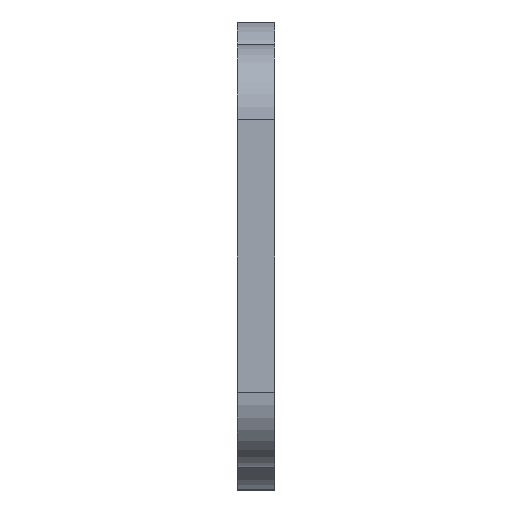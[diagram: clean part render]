
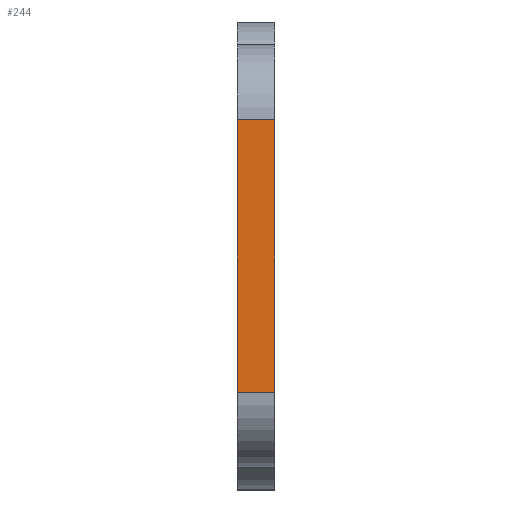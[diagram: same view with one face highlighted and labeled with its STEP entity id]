
A CAD part, left-side view. The second image highlights one B-rep face of the part: STEP entity #244.
In plain terms, the highlighted planar face has unit normal (-1, 0, 0).
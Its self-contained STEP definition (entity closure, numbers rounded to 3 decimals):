
#3 = EDGE_CURVE ( 'NONE', #1041, #304, #138, .T. ) ;
#33 = VECTOR ( 'NONE', #964, 1000. ) ;
#100 = LINE ( 'NONE', #256, #1699 ) ;
#119 = CARTESIAN_POINT ( 'NONE',  ( 0., 0., 7.287 ) ) ;
#138 = LINE ( 'NONE', #487, #33 ) ;
#244 = ADVANCED_FACE ( 'NONE', ( #1683 ), #1676, .F. ) ;
#256 = CARTESIAN_POINT ( 'NONE',  ( 0., 2., 7.287 ) ) ;
#283 = DIRECTION ( 'NONE',  ( 0., 1., 0. ) ) ;
#292 = ORIENTED_EDGE ( 'NONE', *, *, #1379, .T. ) ;
#304 = VERTEX_POINT ( 'NONE', #119 ) ;
#327 = CARTESIAN_POINT ( 'NONE',  ( 0., 2., -7.287 ) ) ;
#487 = CARTESIAN_POINT ( 'NONE',  ( 0., 0., 0. ) ) ;
#493 = EDGE_CURVE ( 'NONE', #1101, #893, #1649, .T. ) ;
#550 = EDGE_CURVE ( 'NONE', #304, #893, #100, .T. ) ;
#586 = ORIENTED_EDGE ( 'NONE', *, *, #3, .T. ) ;
#598 = VECTOR ( 'NONE', #2020, 1000. ) ;
#860 = CARTESIAN_POINT ( 'NONE',  ( 0., 2., 0. ) ) ;
#893 = VERTEX_POINT ( 'NONE', #1236 ) ;
#899 = VECTOR ( 'NONE', #1837, 1000. ) ;
#904 = CARTESIAN_POINT ( 'NONE',  ( 0., 2., 0. ) ) ;
#948 = CARTESIAN_POINT ( 'NONE',  ( 0., 2., -7.287 ) ) ;
#964 = DIRECTION ( 'NONE',  ( 0., 0., 1. ) ) ;
#1041 = VERTEX_POINT ( 'NONE', #1599 ) ;
#1101 = VERTEX_POINT ( 'NONE', #327 ) ;
#1228 = AXIS2_PLACEMENT_3D ( 'NONE', #904, #1539, #1338 ) ;
#1236 = CARTESIAN_POINT ( 'NONE',  ( 0., 2., 7.287 ) ) ;
#1267 = ORIENTED_EDGE ( 'NONE', *, *, #550, .T. ) ;
#1325 = ORIENTED_EDGE ( 'NONE', *, *, #493, .F. ) ;
#1338 = DIRECTION ( 'NONE',  ( 0., 0., -1. ) ) ;
#1379 = EDGE_CURVE ( 'NONE', #1101, #1041, #1733, .T. ) ;
#1539 = DIRECTION ( 'NONE',  ( 1., 0., 0. ) ) ;
#1586 = EDGE_LOOP ( 'NONE', ( #1325, #292, #586, #1267 ) ) ;
#1599 = CARTESIAN_POINT ( 'NONE',  ( 0., 0., -7.287 ) ) ;
#1649 = LINE ( 'NONE', #860, #899 ) ;
#1676 = PLANE ( 'NONE',  #1228 ) ;
#1683 = FACE_OUTER_BOUND ( 'NONE', #1586, .T. ) ;
#1699 = VECTOR ( 'NONE', #283, 1000. ) ;
#1733 = LINE ( 'NONE', #948, #598 ) ;
#1837 = DIRECTION ( 'NONE',  ( 0., 0., 1. ) ) ;
#2020 = DIRECTION ( 'NONE',  ( 0., -1., 0. ) ) ;
